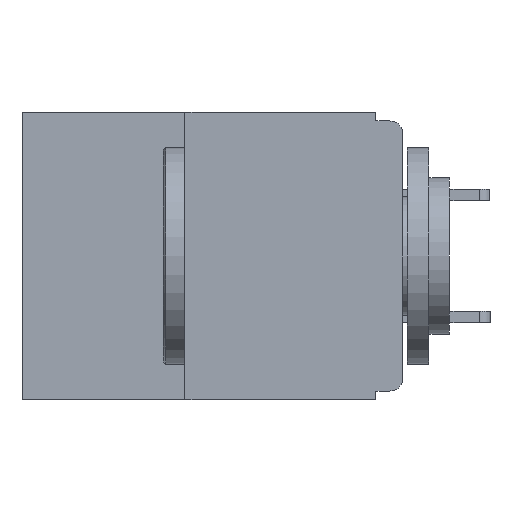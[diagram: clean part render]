
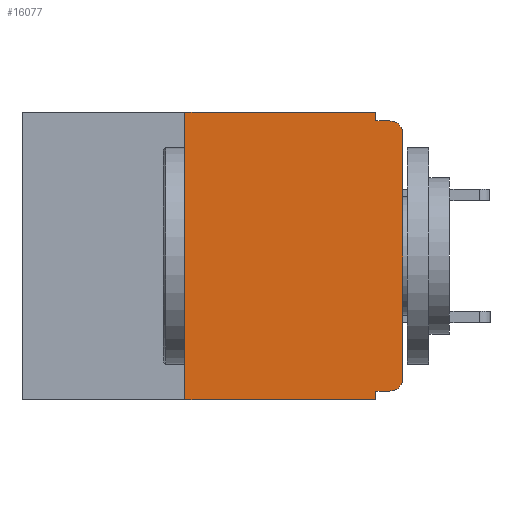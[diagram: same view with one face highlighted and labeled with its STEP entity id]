
A CAD part, left-side view. The second image highlights one B-rep face of the part: STEP entity #16077.
In plain terms, the highlighted planar face has unit normal (-1, 0, 0).
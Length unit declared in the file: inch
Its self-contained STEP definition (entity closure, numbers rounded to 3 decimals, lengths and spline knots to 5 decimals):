
#20 = CARTESIAN_POINT ( 'NONE',  ( 0., 0.25, -0.33 ) ) ;
#651 = CARTESIAN_POINT ( 'NONE',  ( 0., 0.015, -0.01 ) ) ;
#779 = DIRECTION ( 'NONE',  ( 0., 0., -1. ) ) ;
#1065 = DIRECTION ( 'NONE',  ( 0., 0., -1. ) ) ;
#1310 = DIRECTION ( 'NONE',  ( -1., 0., 0. ) ) ;
#1797 = LINE ( 'NONE', #12689, #7656 ) ;
#1853 = EDGE_LOOP ( 'NONE', ( #18101, #13871, #12289, #7371, #22391, #9704, #2281, #20513, #18180, #6113 ) ) ;
#2181 = CARTESIAN_POINT ( 'NONE',  ( 0., 0., -0.01 ) ) ;
#2281 = ORIENTED_EDGE ( 'NONE', *, *, #9500, .T. ) ;
#2287 = DIRECTION ( 'NONE',  ( 0., -1., 0. ) ) ;
#2939 = CARTESIAN_POINT ( 'NONE',  ( 0., 0., -0.305 ) ) ;
#3215 = CARTESIAN_POINT ( 'NONE',  ( 0., 0.031, 0. ) ) ;
#3277 = VERTEX_POINT ( 'NONE', #3215 ) ;
#3572 = EDGE_CURVE ( 'NONE', #6047, #13007, #27050, .T. ) ;
#5228 = CARTESIAN_POINT ( 'NONE',  ( 0., 0., 0. ) ) ;
#5457 = DIRECTION ( 'NONE',  ( -1., 0., 0. ) ) ;
#5560 = LINE ( 'NONE', #9690, #15376 ) ;
#5928 = CARTESIAN_POINT ( 'NONE',  ( 0., 0.015, -0.305 ) ) ;
#5930 = CARTESIAN_POINT ( 'NONE',  ( 0., 0.031, -0.32 ) ) ;
#6047 = VERTEX_POINT ( 'NONE', #19932 ) ;
#6113 = ORIENTED_EDGE ( 'NONE', *, *, #3572, .T. ) ;
#6139 = CARTESIAN_POINT ( 'NONE',  ( 0., 0.031, -0.33 ) ) ;
#6688 = EDGE_CURVE ( 'NONE', #26657, #19204, #21177, .T. ) ;
#6860 = DIRECTION ( 'NONE',  ( 0., 0., 1. ) ) ;
#7062 = AXIS2_PLACEMENT_3D ( 'NONE', #14151, #1310, #16233 ) ;
#7371 = ORIENTED_EDGE ( 'NONE', *, *, #13680, .F. ) ;
#7656 = VECTOR ( 'NONE', #23042, 39.37008 ) ;
#7718 = VECTOR ( 'NONE', #6860, 39.37008 ) ;
#8936 = VECTOR ( 'NONE', #25871, 39.37008 ) ;
#9323 = EDGE_CURVE ( 'NONE', #17644, #16552, #17115, .T. ) ;
#9500 = EDGE_CURVE ( 'NONE', #17694, #19204, #1797, .T. ) ;
#9545 = PLANE ( 'NONE',  #24733 ) ;
#9588 = LINE ( 'NONE', #12208, #15767 ) ;
#9690 = CARTESIAN_POINT ( 'NONE',  ( 0., 0.031, 0. ) ) ;
#9704 = ORIENTED_EDGE ( 'NONE', *, *, #10910, .F. ) ;
#10078 = VECTOR ( 'NONE', #779, 39.37008 ) ;
#10910 = EDGE_CURVE ( 'NONE', #17694, #22023, #13258, .T. ) ;
#11006 = CARTESIAN_POINT ( 'NONE',  ( 0., 0.25, -0.33 ) ) ;
#11798 = DIRECTION ( 'NONE',  ( 0., 0., -1. ) ) ;
#12153 = EDGE_CURVE ( 'NONE', #6047, #26657, #25431, .T. ) ;
#12208 = CARTESIAN_POINT ( 'NONE',  ( 0., 0.437, 0. ) ) ;
#12289 = ORIENTED_EDGE ( 'NONE', *, *, #17695, .F. ) ;
#12568 = EDGE_CURVE ( 'NONE', #22023, #3277, #9588, .T. ) ;
#12689 = CARTESIAN_POINT ( 'NONE',  ( 0., 0.437, -0.33 ) ) ;
#13007 = VERTEX_POINT ( 'NONE', #2939 ) ;
#13258 = LINE ( 'NONE', #11006, #7718 ) ;
#13596 = DIRECTION ( 'NONE',  ( 0., 0., 1. ) ) ;
#13680 = EDGE_CURVE ( 'NONE', #3277, #21492, #5560, .T. ) ;
#13871 = ORIENTED_EDGE ( 'NONE', *, *, #9323, .T. ) ;
#13917 = DIRECTION ( 'NONE',  ( 1., 0., 0. ) ) ;
#14151 = CARTESIAN_POINT ( 'NONE',  ( 0., 0.015, -0.025 ) ) ;
#14155 = AXIS2_PLACEMENT_3D ( 'NONE', #5928, #5457, #15564 ) ;
#14229 = LINE ( 'NONE', #5228, #23917 ) ;
#15376 = VECTOR ( 'NONE', #11798, 39.37008 ) ;
#15564 = DIRECTION ( 'NONE',  ( 0., 0., -1. ) ) ;
#15767 = VECTOR ( 'NONE', #26550, 39.37008 ) ;
#16077 = ADVANCED_FACE ( 'NONE', ( #20242 ), #9545, .F. ) ;
#16233 = DIRECTION ( 'NONE',  ( 0., 0., -1. ) ) ;
#16306 = VECTOR ( 'NONE', #2287, 39.37008 ) ;
#16552 = VERTEX_POINT ( 'NONE', #651 ) ;
#17115 = CIRCLE ( 'NONE', #7062, 0.015 ) ;
#17586 = CARTESIAN_POINT ( 'NONE',  ( 0., 0.031, -0.01 ) ) ;
#17644 = VERTEX_POINT ( 'NONE', #18969 ) ;
#17694 = VERTEX_POINT ( 'NONE', #20 ) ;
#17695 = EDGE_CURVE ( 'NONE', #21492, #16552, #21875, .T. ) ;
#18101 = ORIENTED_EDGE ( 'NONE', *, *, #23262, .T. ) ;
#18180 = ORIENTED_EDGE ( 'NONE', *, *, #12153, .F. ) ;
#18969 = CARTESIAN_POINT ( 'NONE',  ( 0., 0., -0.025 ) ) ;
#19204 = VERTEX_POINT ( 'NONE', #6139 ) ;
#19932 = CARTESIAN_POINT ( 'NONE',  ( 0., 0.015, -0.32 ) ) ;
#20242 = FACE_OUTER_BOUND ( 'NONE', #1853, .T. ) ;
#20513 = ORIENTED_EDGE ( 'NONE', *, *, #6688, .F. ) ;
#21177 = LINE ( 'NONE', #25942, #10078 ) ;
#21492 = VERTEX_POINT ( 'NONE', #17586 ) ;
#21615 = CARTESIAN_POINT ( 'NONE',  ( 0., 0.25, 0. ) ) ;
#21875 = LINE ( 'NONE', #2181, #16306 ) ;
#22023 = VERTEX_POINT ( 'NONE', #21615 ) ;
#22391 = ORIENTED_EDGE ( 'NONE', *, *, #12568, .F. ) ;
#23042 = DIRECTION ( 'NONE',  ( 0., -1., 0. ) ) ;
#23262 = EDGE_CURVE ( 'NONE', #13007, #17644, #14229, .T. ) ;
#23873 = CARTESIAN_POINT ( 'NONE',  ( 0., 0., -0.32 ) ) ;
#23917 = VECTOR ( 'NONE', #13596, 39.37008 ) ;
#24733 = AXIS2_PLACEMENT_3D ( 'NONE', #26206, #13917, #1065 ) ;
#25431 = LINE ( 'NONE', #23873, #8936 ) ;
#25871 = DIRECTION ( 'NONE',  ( 0., 1., 0. ) ) ;
#25942 = CARTESIAN_POINT ( 'NONE',  ( 0., 0.031, -0.33 ) ) ;
#26206 = CARTESIAN_POINT ( 'NONE',  ( 0., 0.437, 0. ) ) ;
#26550 = DIRECTION ( 'NONE',  ( 0., -1., 0. ) ) ;
#26657 = VERTEX_POINT ( 'NONE', #5930 ) ;
#27050 = CIRCLE ( 'NONE', #14155, 0.015 ) ;
